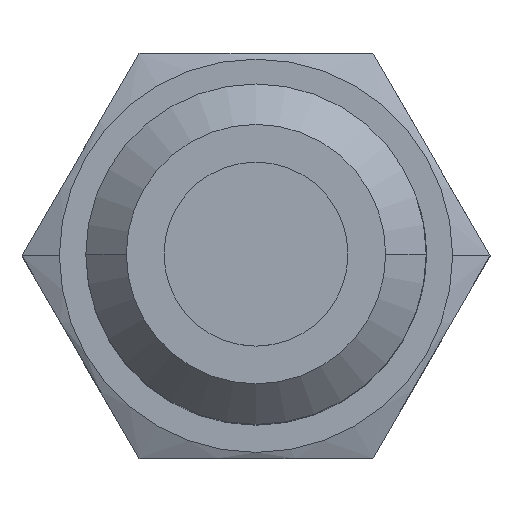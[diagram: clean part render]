
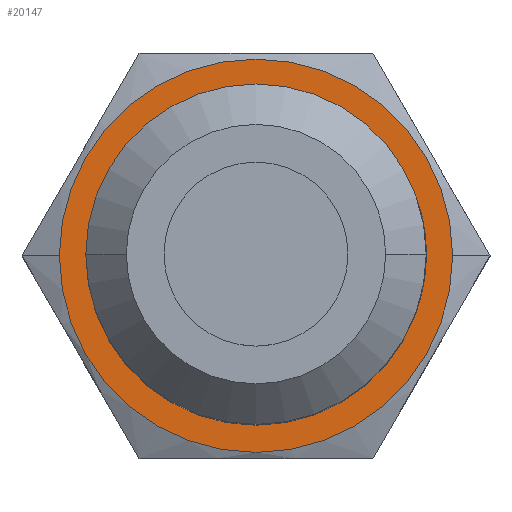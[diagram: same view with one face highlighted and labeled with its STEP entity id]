
A CAD part, top view. The second image highlights one B-rep face of the part: STEP entity #20147.
In plain terms, the highlighted planar face has unit normal (0, 0, 1).
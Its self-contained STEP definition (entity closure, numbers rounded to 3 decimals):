
#19906=CARTESIAN_POINT('',(0.,0.,15.));
#19907=DIRECTION('',(0.,0.,1.));
#19908=DIRECTION('',(-1.,0.,0.));
#19909=AXIS2_PLACEMENT_3D('',#19906,#19907,#19908);
#19911=CARTESIAN_POINT('',(0.,0.,15.));
#19912=DIRECTION('',(0.,0.,1.));
#19913=DIRECTION('',(1.,0.,0.));
#19914=AXIS2_PLACEMENT_3D('',#19911,#19912,#19913);
#19916=CARTESIAN_POINT('',(0.,0.,15.));
#19917=DIRECTION('',(0.,0.,-1.));
#19918=DIRECTION('',(1.,0.,0.));
#19919=AXIS2_PLACEMENT_3D('',#19916,#19917,#19918);
#19921=CARTESIAN_POINT('',(0.,0.,15.));
#19922=DIRECTION('',(0.,0.,-1.));
#19923=DIRECTION('',(-1.,0.,0.));
#19924=AXIS2_PLACEMENT_3D('',#19921,#19922,#19923);
#20067=CARTESIAN_POINT('',(-4.851,0.,15.));
#20069=VERTEX_POINT('',#20067);
#20070=CARTESIAN_POINT('',(4.851,0.,15.));
#20071=VERTEX_POINT('',#20070);
#20083=CARTESIAN_POINT('',(-4.,0.,15.));
#20084=CARTESIAN_POINT('',(4.,0.,15.));
#20085=VERTEX_POINT('',#20083);
#20086=VERTEX_POINT('',#20084);
#20132=CARTESIAN_POINT('',(0.,0.,15.));
#20133=DIRECTION('',(0.,0.,1.));
#20134=DIRECTION('',(1.,0.,0.));
#20135=AXIS2_PLACEMENT_3D('',#20132,#20133,#20134);
#20136=PLANE('',#20135);
#20137=ORIENTED_EDGE('',*,*,#20119,.F.);
#20138=ORIENTED_EDGE('',*,*,#20109,.F.);
#20139=EDGE_LOOP('',(#20137,#20138));
#20140=FACE_OUTER_BOUND('',#20139,.F.);
#20142=ORIENTED_EDGE('',*,*,#20141,.F.);
#20144=ORIENTED_EDGE('',*,*,#20143,.F.);
#20145=EDGE_LOOP('',(#20142,#20144));
#20146=FACE_BOUND('',#20145,.F.);
#19910=CIRCLE('',#19909,4.851);
#19915=CIRCLE('',#19914,4.851);
#19920=CIRCLE('',#19919,4.);
#19925=CIRCLE('',#19924,4.);
#20109=EDGE_CURVE('',#20071,#20069,#19915,.T.);
#20119=EDGE_CURVE('',#20069,#20071,#19910,.T.);
#20141=EDGE_CURVE('',#20086,#20085,#19920,.T.);
#20143=EDGE_CURVE('',#20085,#20086,#19925,.T.);
#20147=ADVANCED_FACE('',(#20140,#20146),#20136,.T.);
